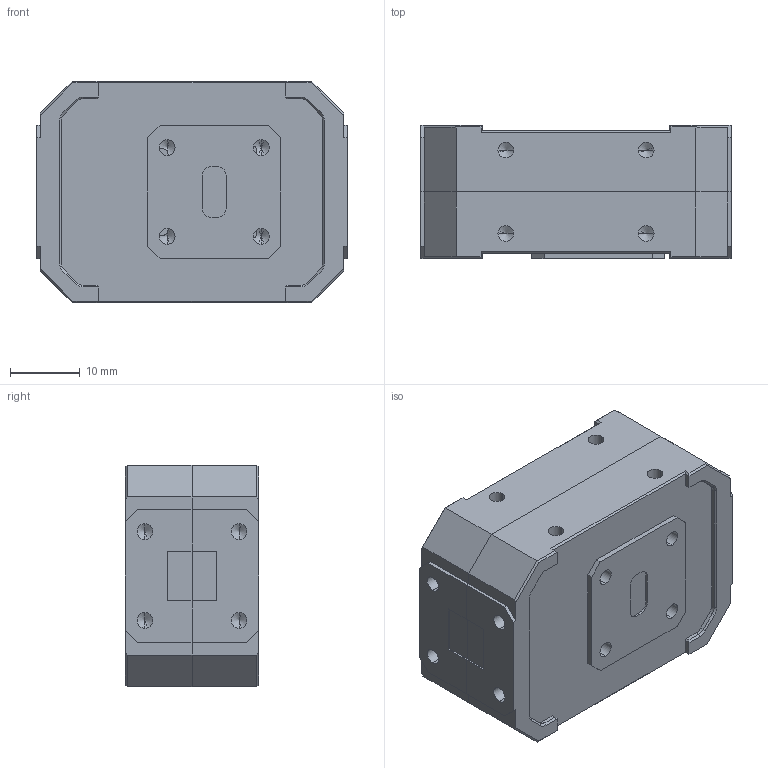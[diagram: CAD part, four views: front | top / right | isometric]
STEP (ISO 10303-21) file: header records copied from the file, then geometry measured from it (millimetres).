
FILE_DESCRIPTION (( 'STEP AP203' ), '1' );
FILE_NAME ('SAT-343-28028-S1.STEP', '2021-10-18T19:23:13', ( '' ), ( '' ), 'SwSTEP 2.0', 'SolidWorks 2021', '' );
FILE_SCHEMA (( 'CONFIG_CONTROL_DESIGN' ));
Length unit declared in the file: inch
Products named in the file (1): SAT-343-28028-S1
Bounding box: 44.45 x 19.05 x 31.75 mm (x, y, z)
Volume: 22509.3 mm3; surface area: 11226.2 mm2
Topology: 2 solids, 27 shells, 1017 faces, 2172 edges, 1258 vertices
Faces by surface type: plane 437, cone 331, cylinder 249
Entity records: 27449 total; most frequent: CARTESIAN_POINT 5436, DIRECTION 4778, ORIENTED_EDGE 4264, EDGE_CURVE 2132, AXIS2_PLACEMENT_3D 1810, VERTEX_POINT 1258, VECTOR 1158, LINE 1158
